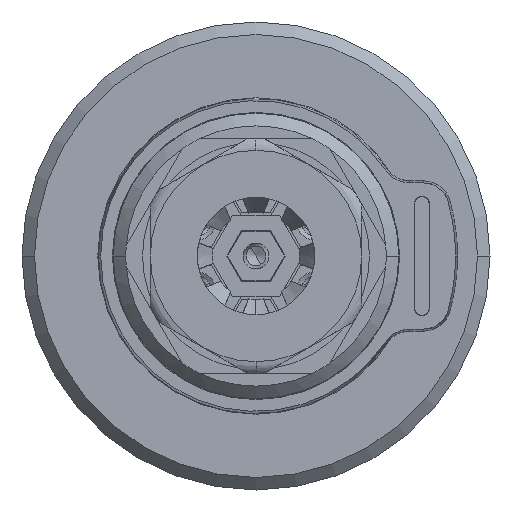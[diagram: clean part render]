
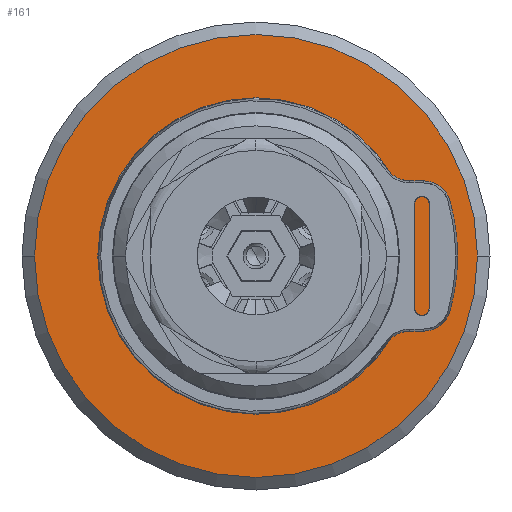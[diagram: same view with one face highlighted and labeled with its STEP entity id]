
A CAD part, left-side view. The second image highlights one B-rep face of the part: STEP entity #161.
In plain terms, the highlighted planar face has unit normal (-1, 0, 0).
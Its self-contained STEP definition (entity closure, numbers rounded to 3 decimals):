
#161=ADVANCED_FACE('',(#1391,#1392),#1393,.T.);
#1391=FACE_OUTER_BOUND('',#8639,.T.);
#1392=FACE_BOUND('',#8640,.T.);
#1393=PLANE('',#8641);
#8639=EDGE_LOOP('',(#17937,#17938));
#8640=EDGE_LOOP('',(#17939,#17940));
#8641=AXIS2_PLACEMENT_3D('',#17941,#17942,#17943);
#17937=ORIENTED_EDGE('',*,*,#26711,.T.);
#17938=ORIENTED_EDGE('',*,*,#26712,.T.);
#17939=ORIENTED_EDGE('',*,*,#26713,.F.);
#17940=ORIENTED_EDGE('',*,*,#26714,.F.);
#17941=CARTESIAN_POINT('',(-3.175,0.0,0.0));
#17942=DIRECTION('',(-1.0,0.0,0.0));
#17943=DIRECTION('',(0.0,0.0,1.0));
#26711=EDGE_CURVE('',#30225,#30227,#30229,.T.);
#26712=EDGE_CURVE('',#30227,#30225,#30230,.T.);
#26713=EDGE_CURVE('',#30231,#30232,#30233,.T.);
#26714=EDGE_CURVE('',#30232,#30231,#30234,.T.);
#30225=VERTEX_POINT('',#39692);
#30227=VERTEX_POINT('',#39695);
#30229=CIRCLE('',#39698,17.969);
#30230=CIRCLE('',#39699,17.969);
#30231=VERTEX_POINT('',#39700);
#30232=VERTEX_POINT('',#39701);
#30233=CIRCLE('',#39702,12.834);
#30234=CIRCLE('',#39703,12.834);
#39692=CARTESIAN_POINT('',(-3.175,-17.969,0.0));
#39695=CARTESIAN_POINT('',(-3.175,17.969,0.0));
#39698=AXIS2_PLACEMENT_3D('',#51211,#51212,#51213);
#39699=AXIS2_PLACEMENT_3D('',#51214,#51215,#51216);
#39700=CARTESIAN_POINT('',(-3.175,12.834,0.));
#39701=CARTESIAN_POINT('',(-3.175,-12.834,0.));
#39702=AXIS2_PLACEMENT_3D('',#51217,#51218,#51219);
#39703=AXIS2_PLACEMENT_3D('',#51220,#51221,#51222);
#51211=CARTESIAN_POINT('',(-3.175,0.0,0.0));
#51212=DIRECTION('',(-1.0,0.0,0.0));
#51213=DIRECTION('',(0.0,-1.0,0.0));
#51214=CARTESIAN_POINT('',(-3.175,0.0,0.0));
#51215=DIRECTION('',(-1.0,0.0,0.0));
#51216=DIRECTION('',(0.0,1.0,0.0));
#51217=CARTESIAN_POINT('',(-3.175,0.0,0.0));
#51218=DIRECTION('',(-1.0,0.0,0.0));
#51219=DIRECTION('',(0.0,1.0,0.0));
#51220=CARTESIAN_POINT('',(-3.175,0.0,0.0));
#51221=DIRECTION('',(-1.0,0.0,0.0));
#51222=DIRECTION('',(0.0,-1.0,0.0));
